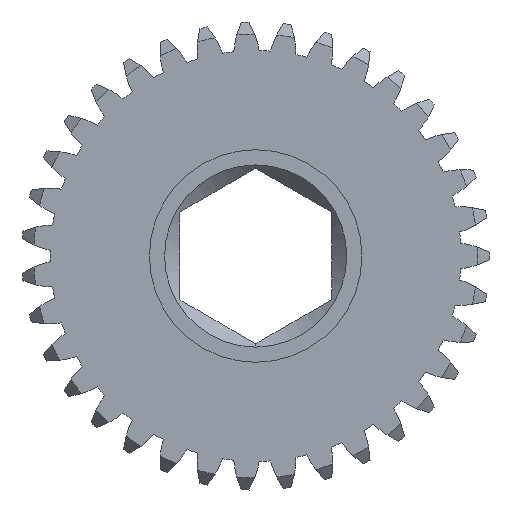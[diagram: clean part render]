
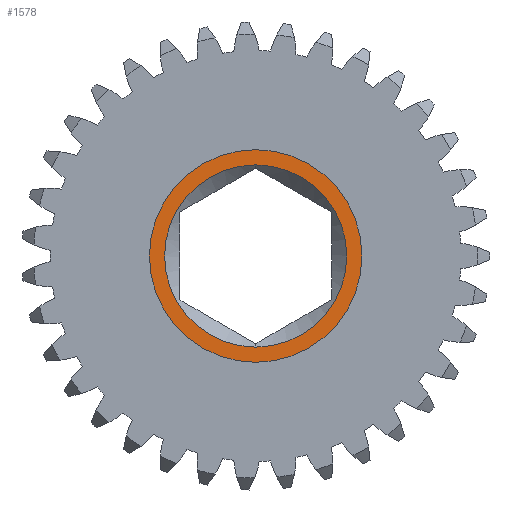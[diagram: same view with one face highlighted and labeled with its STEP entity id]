
A CAD part, left-side view. The second image highlights one B-rep face of the part: STEP entity #1578.
In plain terms, the highlighted planar face has unit normal (-1, 0, 0).
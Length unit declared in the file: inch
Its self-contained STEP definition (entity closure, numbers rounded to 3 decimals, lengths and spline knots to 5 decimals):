
#213 = ORIENTED_EDGE ( 'NONE', *, *, #7709, .T. ) ;
#530 = DIRECTION ( 'NONE',  ( -1., 0., 0. ) ) ;
#805 = DIRECTION ( 'NONE',  ( -1., 0., 0. ) ) ;
#840 = CIRCLE ( 'NONE', #6808, 0.225 ) ;
#997 = ORIENTED_EDGE ( 'NONE', *, *, #3869, .T. ) ;
#1117 = DIRECTION ( 'NONE',  ( 0., 0., 1. ) ) ;
#1201 = ORIENTED_EDGE ( 'NONE', *, *, #2592, .T. ) ;
#1423 = CARTESIAN_POINT ( 'NONE',  ( -0.0625, 0., 0.2625 ) ) ;
#1525 = AXIS2_PLACEMENT_3D ( 'NONE', #6501, #805, #2092 ) ;
#1578 = ADVANCED_FACE ( 'NONE', ( #5171, #4555 ), #3931, .T. ) ;
#2092 = DIRECTION ( 'NONE',  ( 0., 0., 1. ) ) ;
#2163 = CIRCLE ( 'NONE', #4548, 0.2625 ) ;
#2334 = EDGE_LOOP ( 'NONE', ( #213, #3968 ) ) ;
#2414 = EDGE_CURVE ( 'NONE', #8092, #3898, #5878, .T. ) ;
#2567 = DIRECTION ( 'NONE',  ( 0., 0., -1. ) ) ;
#2592 = EDGE_CURVE ( 'NONE', #6119, #3706, #840, .T. ) ;
#2636 = CARTESIAN_POINT ( 'NONE',  ( -0.0625, 0., 0.225 ) ) ;
#2893 = CARTESIAN_POINT ( 'NONE',  ( -0.0625, 0., 0. ) ) ;
#2946 = CARTESIAN_POINT ( 'NONE',  ( -0.0625, 0., 0. ) ) ;
#3240 = CARTESIAN_POINT ( 'NONE',  ( -0.0625, 0., 0. ) ) ;
#3599 = DIRECTION ( 'NONE',  ( 1., 0., 0. ) ) ;
#3706 = VERTEX_POINT ( 'NONE', #2636 ) ;
#3869 = EDGE_CURVE ( 'NONE', #3706, #6119, #7391, .T. ) ;
#3898 = VERTEX_POINT ( 'NONE', #8039 ) ;
#3931 = PLANE ( 'NONE',  #1525 ) ;
#3968 = ORIENTED_EDGE ( 'NONE', *, *, #2414, .T. ) ;
#4485 = CARTESIAN_POINT ( 'NONE',  ( -0.0625, 0., -0.225 ) ) ;
#4548 = AXIS2_PLACEMENT_3D ( 'NONE', #7593, #8183, #5146 ) ;
#4555 = FACE_OUTER_BOUND ( 'NONE', #2334, .T. ) ;
#5146 = DIRECTION ( 'NONE',  ( 0., 0., 1. ) ) ;
#5171 = FACE_BOUND ( 'NONE', #6966, .T. ) ;
#5456 = DIRECTION ( 'NONE',  ( 0., 0., -1. ) ) ;
#5635 = DIRECTION ( 'NONE',  ( 1., 0., 0. ) ) ;
#5669 = AXIS2_PLACEMENT_3D ( 'NONE', #2893, #3599, #5456 ) ;
#5878 = CIRCLE ( 'NONE', #6942, 0.2625 ) ;
#6119 = VERTEX_POINT ( 'NONE', #4485 ) ;
#6501 = CARTESIAN_POINT ( 'NONE',  ( -0.0625, 0., 0. ) ) ;
#6808 = AXIS2_PLACEMENT_3D ( 'NONE', #3240, #5635, #2567 ) ;
#6942 = AXIS2_PLACEMENT_3D ( 'NONE', #2946, #530, #1117 ) ;
#6966 = EDGE_LOOP ( 'NONE', ( #1201, #997 ) ) ;
#7391 = CIRCLE ( 'NONE', #5669, 0.225 ) ;
#7593 = CARTESIAN_POINT ( 'NONE',  ( -0.0625, 0., 0. ) ) ;
#7709 = EDGE_CURVE ( 'NONE', #3898, #8092, #2163, .T. ) ;
#8039 = CARTESIAN_POINT ( 'NONE',  ( -0.0625, 0., -0.2625 ) ) ;
#8092 = VERTEX_POINT ( 'NONE', #1423 ) ;
#8183 = DIRECTION ( 'NONE',  ( -1., 0., 0. ) ) ;
